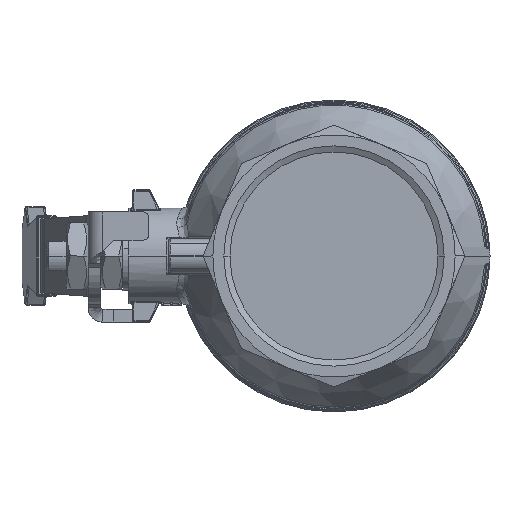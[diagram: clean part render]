
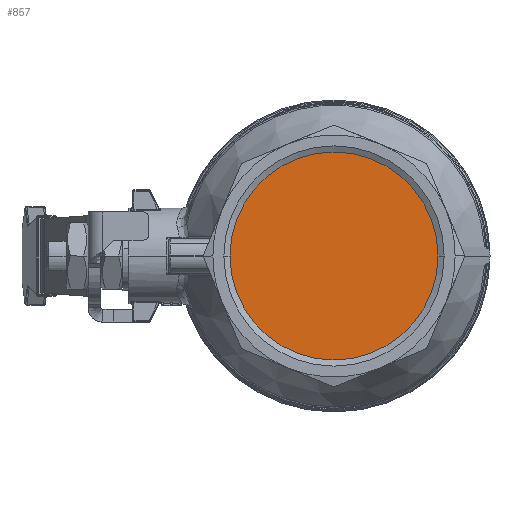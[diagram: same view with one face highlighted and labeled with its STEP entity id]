
A CAD part, left-side view. The second image highlights one B-rep face of the part: STEP entity #857.
In plain terms, the highlighted planar face has unit normal (-1, 0, 0).
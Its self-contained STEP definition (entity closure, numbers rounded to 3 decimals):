
#857=ADVANCED_FACE('',(#2649),#2650,.F.);
#2649=FACE_OUTER_BOUND('',#8136,.T.);
#2650=PLANE('',#8137);
#8136=EDGE_LOOP('',(#15098,#15099));
#8137=AXIS2_PLACEMENT_3D('',#15100,#15101,#15102);
#15098=ORIENTED_EDGE('',*,*,#18671,.T.);
#15099=ORIENTED_EDGE('',*,*,#16789,.T.);
#15100=CARTESIAN_POINT('',(-35.0,25.964,0.0));
#15101=DIRECTION('',(1.0,0.,0.0));
#15102=DIRECTION('',(0.,1.0,0.0));
#16789=EDGE_CURVE('',#19458,#19462,#19464,.T.);
#18671=EDGE_CURVE('',#19462,#19458,#22532,.T.);
#19458=VERTEX_POINT('',#23738);
#19462=VERTEX_POINT('',#23743);
#19464=CIRCLE('',#23746,28.328);
#22532=CIRCLE('',#32888,28.328);
#23738=CARTESIAN_POINT('',(-35.0,28.328,0.));
#23743=CARTESIAN_POINT('',(-35.0,-28.328,0.0));
#23746=AXIS2_PLACEMENT_3D('',#34321,#34322,#34323);
#32888=AXIS2_PLACEMENT_3D('',#36814,#36815,#36816);
#34321=CARTESIAN_POINT('',(-35.0,0.,0.0));
#34322=DIRECTION('',(-1.0,0.0,0.0));
#34323=DIRECTION('',(0.0,1.0,0.0));
#36814=CARTESIAN_POINT('',(-35.0,0.,0.0));
#36815=DIRECTION('',(-1.0,0.0,0.0));
#36816=DIRECTION('',(0.0,1.0,0.0));
